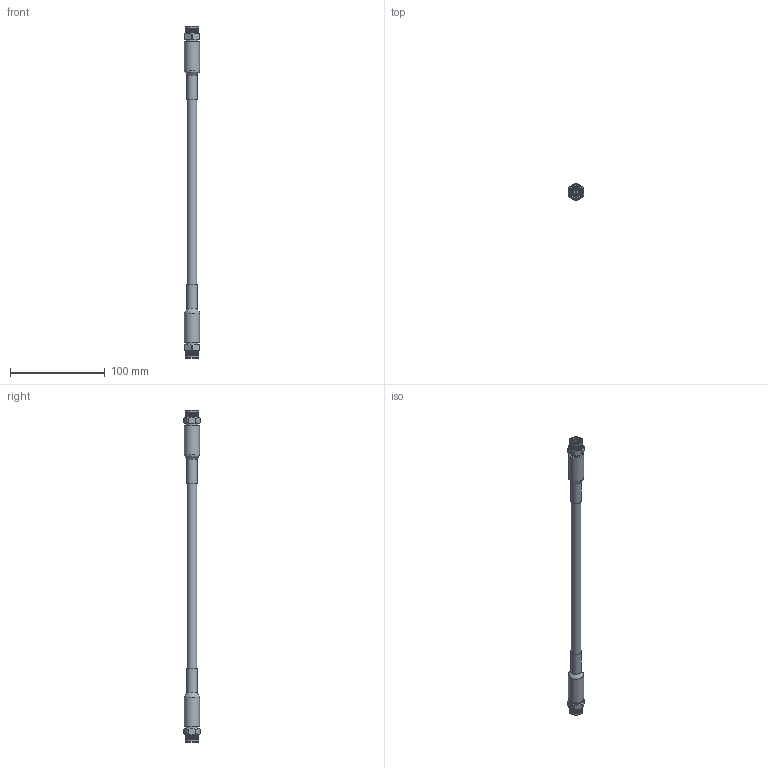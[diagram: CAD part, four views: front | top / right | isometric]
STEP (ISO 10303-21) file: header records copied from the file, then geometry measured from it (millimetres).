
FILE_DESCRIPTION (( 'STEP AP203' ), '1' );
FILE_NAME ('PE3C0305_3D.step', '2021-04-19T16:53:55', ( '' ), ( '' ), 'SwSTEP 2.0', 'SolidWorks 2020', '' );
FILE_SCHEMA (( 'CONFIG_CONTROL_DESIGN' ));
Length unit declared in the file: inch
Products named in the file (3): LMR-400-DB^PE3C0305_LMR-400; PE3C0305_3D; TC-400-TM-X^PE3C0305_Heat Shrink
Assembly tree (3 placements, depth 2):
  PE3C0305_3D
    LMR-400-DB^PE3C0305_LMR-400
    TC-400-TM-X^PE3C0305_Heat Shrink  x2
Bounding box: 16.04 x 17.52 x 350.49 mm (x, y, z)
Volume: 44813.6 mm3; surface area: 17921.8 mm2
Topology: 3 solids, 3 shells, 6205 faces, 13115 edges, 6930 vertices
Faces by surface type: bspline 4808, cylinder 1281, plane 82, cone 32, torus 2
Full cylindrical faces by diameter (mm): 1.27 x2, 1.905 x2, 5.08 x2, 7.569 x2, 10.287 x1, 11.049 x2, 11.112 x12, 12.721 x2, 14.389 x4, 16.039 x2
Entity records: 118768 total; most frequent: CARTESIAN_POINT 79321, ORIENTED_EDGE 13018, EDGE_CURVE 6509, VERTEX_POINT 3444, EDGE_LOOP 3125, FACE_OUTER_BOUND 3110, ADVANCED_FACE 3097, B_SPLINE_CURVE_WITH_KNOTS 2668
